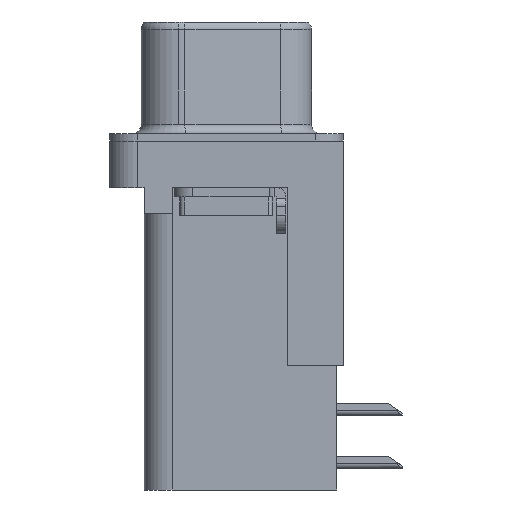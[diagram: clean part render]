
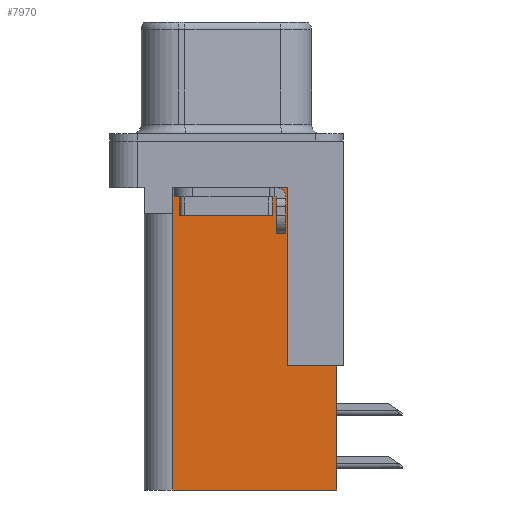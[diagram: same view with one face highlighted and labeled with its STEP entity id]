
A CAD part, left-side view. The second image highlights one B-rep face of the part: STEP entity #7970.
In plain terms, the highlighted planar face has unit normal (-1, 0, 0).
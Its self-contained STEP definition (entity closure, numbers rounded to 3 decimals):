
#322 = LINE ( 'NONE', #17163, #14971 ) ;
#1045 = LINE ( 'NONE', #4768, #15209 ) ;
#1447 = CARTESIAN_POINT ( 'NONE',  ( 3.765, 2.895, -3.9 ) ) ;
#1504 = DIRECTION ( 'NONE',  ( 0., 0., -1. ) ) ;
#1704 = VECTOR ( 'NONE', #9515, 1000. ) ;
#2104 = CARTESIAN_POINT ( 'NONE',  ( 3.765, 2.925, -18.76 ) ) ;
#2148 = LINE ( 'NONE', #12349, #6002 ) ;
#2150 = DIRECTION ( 'NONE',  ( 0., 1., 0. ) ) ;
#2309 = ORIENTED_EDGE ( 'NONE', *, *, #4908, .T. ) ;
#2668 = CARTESIAN_POINT ( 'NONE',  ( 3.765, 2.895, -3.9 ) ) ;
#2911 = CARTESIAN_POINT ( 'NONE',  ( 3.765, 2.925, -3.9 ) ) ;
#2912 = CARTESIAN_POINT ( 'NONE',  ( 3.765, 2.925, -18.76 ) ) ;
#2982 = VERTEX_POINT ( 'NONE', #2668 ) ;
#3371 = VERTEX_POINT ( 'NONE', #2912 ) ;
#3542 = LINE ( 'NONE', #2104, #14344 ) ;
#4162 = ORIENTED_EDGE ( 'NONE', *, *, #5197, .T. ) ;
#4307 = LINE ( 'NONE', #9449, #15526 ) ;
#4565 = EDGE_CURVE ( 'NONE', #6543, #10534, #4307, .T. ) ;
#4768 = CARTESIAN_POINT ( 'NONE',  ( 3.765, -3.295, -18.76 ) ) ;
#4908 = EDGE_CURVE ( 'NONE', #10534, #2982, #9980, .T. ) ;
#5197 = EDGE_CURVE ( 'NONE', #2982, #18559, #13186, .T. ) ;
#5374 = DIRECTION ( 'NONE',  ( 0., 0., 1. ) ) ;
#5384 = VECTOR ( 'NONE', #14334, 1000. ) ;
#5439 = EDGE_LOOP ( 'NONE', ( #16750, #2309, #4162, #13063, #10951, #17886, #13775, #17954 ) ) ;
#5509 = VERTEX_POINT ( 'NONE', #12344 ) ;
#6002 = VECTOR ( 'NONE', #2150, 1000. ) ;
#6058 = CARTESIAN_POINT ( 'NONE',  ( 3.765, -3.295, -18.76 ) ) ;
#6072 = VECTOR ( 'NONE', #1504, 1000. ) ;
#6460 = DIRECTION ( 'NONE',  ( 0., 0., 1. ) ) ;
#6543 = VERTEX_POINT ( 'NONE', #14136 ) ;
#7530 = DIRECTION ( 'NONE',  ( 0., 1., 0. ) ) ;
#7970 = ADVANCED_FACE ( 'NONE', ( #11076 ), #11888, .F. ) ;
#8869 = EDGE_CURVE ( 'NONE', #3371, #18559, #3542, .T. ) ;
#8972 = LINE ( 'NONE', #18363, #1704 ) ;
#9327 = EDGE_CURVE ( 'NONE', #17202, #3371, #1045, .T. ) ;
#9449 = CARTESIAN_POINT ( 'NONE',  ( 3.765, -3.295, -2.5 ) ) ;
#9458 = EDGE_CURVE ( 'NONE', #10734, #5509, #2148, .T. ) ;
#9497 = EDGE_CURVE ( 'NONE', #10734, #17202, #8972, .T. ) ;
#9515 = DIRECTION ( 'NONE',  ( 0., 0., -1. ) ) ;
#9616 = EDGE_CURVE ( 'NONE', #5509, #6543, #322, .T. ) ;
#9980 = LINE ( 'NONE', #1447, #6072 ) ;
#10534 = VERTEX_POINT ( 'NONE', #12930 ) ;
#10734 = VERTEX_POINT ( 'NONE', #13365 ) ;
#10951 = ORIENTED_EDGE ( 'NONE', *, *, #9327, .F. ) ;
#11076 = FACE_OUTER_BOUND ( 'NONE', #5439, .T. ) ;
#11888 = PLANE ( 'NONE',  #17516 ) ;
#12344 = CARTESIAN_POINT ( 'NONE',  ( 3.765, -3.295, -12.05 ) ) ;
#12349 = CARTESIAN_POINT ( 'NONE',  ( 3.765, -6.295, -12.05 ) ) ;
#12930 = CARTESIAN_POINT ( 'NONE',  ( 3.765, 2.895, -2.5 ) ) ;
#13063 = ORIENTED_EDGE ( 'NONE', *, *, #8869, .F. ) ;
#13186 = LINE ( 'NONE', #14458, #5384 ) ;
#13365 = CARTESIAN_POINT ( 'NONE',  ( 3.765, -5.925, -12.05 ) ) ;
#13538 = DIRECTION ( 'NONE',  ( 0., 1., 0. ) ) ;
#13775 = ORIENTED_EDGE ( 'NONE', *, *, #9458, .T. ) ;
#14136 = CARTESIAN_POINT ( 'NONE',  ( 3.765, -3.295, -2.5 ) ) ;
#14334 = DIRECTION ( 'NONE',  ( 0., 1., 0. ) ) ;
#14344 = VECTOR ( 'NONE', #6460, 1000. ) ;
#14458 = CARTESIAN_POINT ( 'NONE',  ( 3.765, 0., -3.9 ) ) ;
#14971 = VECTOR ( 'NONE', #5374, 1000. ) ;
#15209 = VECTOR ( 'NONE', #13538, 1000. ) ;
#15336 = DIRECTION ( 'NONE',  ( 0., 1., 0. ) ) ;
#15526 = VECTOR ( 'NONE', #15336, 1000. ) ;
#15664 = CARTESIAN_POINT ( 'NONE',  ( 3.765, -5.925, -18.76 ) ) ;
#16373 = DIRECTION ( 'NONE',  ( 1., 0., 0. ) ) ;
#16750 = ORIENTED_EDGE ( 'NONE', *, *, #4565, .T. ) ;
#17163 = CARTESIAN_POINT ( 'NONE',  ( 3.765, -3.295, -18.76 ) ) ;
#17202 = VERTEX_POINT ( 'NONE', #15664 ) ;
#17516 = AXIS2_PLACEMENT_3D ( 'NONE', #6058, #16373, #7530 ) ;
#17886 = ORIENTED_EDGE ( 'NONE', *, *, #9497, .F. ) ;
#17954 = ORIENTED_EDGE ( 'NONE', *, *, #9616, .T. ) ;
#18363 = CARTESIAN_POINT ( 'NONE',  ( 3.765, -5.925, -2. ) ) ;
#18559 = VERTEX_POINT ( 'NONE', #2911 ) ;
